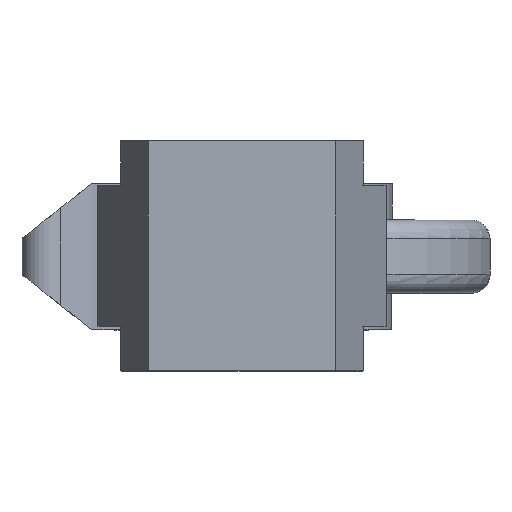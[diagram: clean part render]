
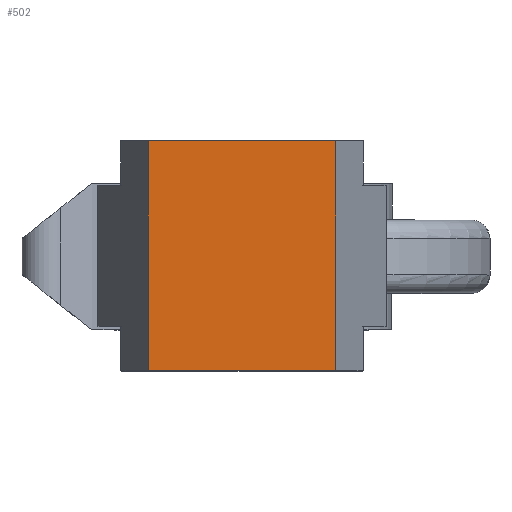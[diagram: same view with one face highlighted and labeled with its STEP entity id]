
A CAD part, top view. The second image highlights one B-rep face of the part: STEP entity #502.
In plain terms, the highlighted planar face has unit normal (0, 0, 1).
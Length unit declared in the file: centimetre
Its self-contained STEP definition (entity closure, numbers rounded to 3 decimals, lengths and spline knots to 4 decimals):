
#20 = VECTOR ( 'NONE', #1422, 100. ) ;
#113 = LINE ( 'NONE', #1200, #752 ) ;
#173 = CARTESIAN_POINT ( 'NONE',  ( -154.6582, 24.1761, 67.5343 ) ) ;
#187 = DIRECTION ( 'NONE',  ( 1., 0., 0. ) ) ;
#345 = VECTOR ( 'NONE', #2139, 100. ) ;
#363 = EDGE_CURVE ( 'NONE', #1881, #1801, #113, .T. ) ;
#369 = ORIENTED_EDGE ( 'NONE', *, *, #2177, .F. ) ;
#419 = PLANE ( 'NONE',  #477 ) ;
#477 = AXIS2_PLACEMENT_3D ( 'NONE', #173, #821, #187 ) ;
#502 = ADVANCED_FACE ( 'NONE', ( #847 ), #419, .T. ) ;
#568 = EDGE_LOOP ( 'NONE', ( #369, #1266, #1848, #2825 ) ) ;
#752 = VECTOR ( 'NONE', #1187, 100. ) ;
#821 = DIRECTION ( 'NONE',  ( 0., 0., 1. ) ) ;
#847 = FACE_OUTER_BOUND ( 'NONE', #568, .T. ) ;
#883 = LINE ( 'NONE', #2259, #2048 ) ;
#910 = VERTEX_POINT ( 'NONE', #2167 ) ;
#1020 = CARTESIAN_POINT ( 'NONE',  ( -156.4386, 19.8031, 67.5343 ) ) ;
#1119 = CARTESIAN_POINT ( 'NONE',  ( -156.4386, 24.1761, 67.5343 ) ) ;
#1146 = EDGE_CURVE ( 'NONE', #910, #1801, #2335, .T. ) ;
#1187 = DIRECTION ( 'NONE',  ( 0., -1., 0. ) ) ;
#1200 = CARTESIAN_POINT ( 'NONE',  ( -152.8777, 24.1761, 67.5343 ) ) ;
#1266 = ORIENTED_EDGE ( 'NONE', *, *, #2333, .T. ) ;
#1297 = DIRECTION ( 'NONE',  ( 0., -1., 0. ) ) ;
#1422 = DIRECTION ( 'NONE',  ( 1., 0., 0. ) ) ;
#1801 = VERTEX_POINT ( 'NONE', #2774 ) ;
#1848 = ORIENTED_EDGE ( 'NONE', *, *, #1146, .T. ) ;
#1881 = VERTEX_POINT ( 'NONE', #2792 ) ;
#1935 = LINE ( 'NONE', #2754, #345 ) ;
#2048 = VECTOR ( 'NONE', #1297, 100. ) ;
#2139 = DIRECTION ( 'NONE',  ( 1., 0., 0. ) ) ;
#2167 = CARTESIAN_POINT ( 'NONE',  ( -156.4386, 19.8031, 67.5343 ) ) ;
#2177 = EDGE_CURVE ( 'NONE', #2676, #1881, #1935, .T. ) ;
#2259 = CARTESIAN_POINT ( 'NONE',  ( -156.4386, 24.1761, 67.5343 ) ) ;
#2333 = EDGE_CURVE ( 'NONE', #2676, #910, #883, .T. ) ;
#2335 = LINE ( 'NONE', #1020, #20 ) ;
#2676 = VERTEX_POINT ( 'NONE', #1119 ) ;
#2754 = CARTESIAN_POINT ( 'NONE',  ( -156.4386, 24.1761, 67.5343 ) ) ;
#2774 = CARTESIAN_POINT ( 'NONE',  ( -152.8777, 19.8031, 67.5343 ) ) ;
#2792 = CARTESIAN_POINT ( 'NONE',  ( -152.8777, 24.1761, 67.5343 ) ) ;
#2825 = ORIENTED_EDGE ( 'NONE', *, *, #363, .F. ) ;
